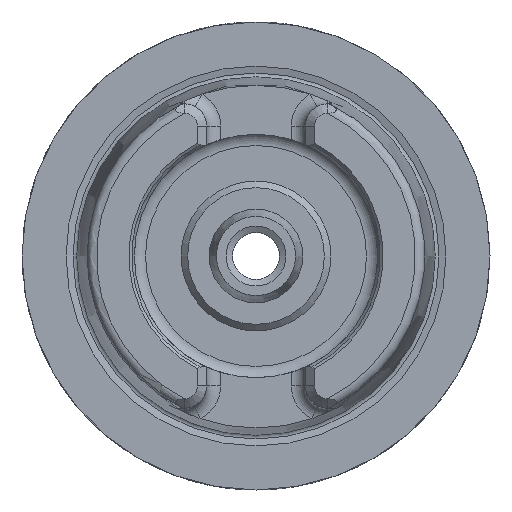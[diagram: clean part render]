
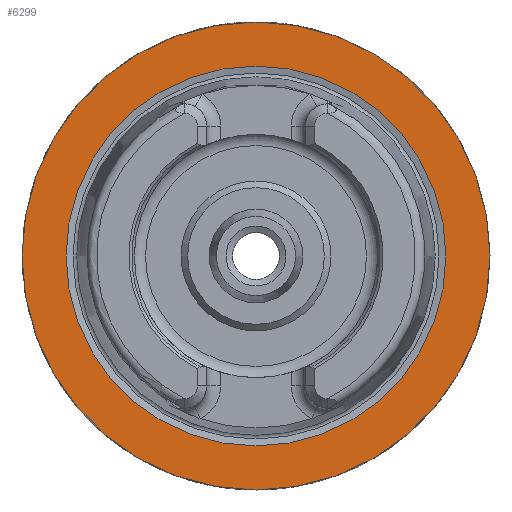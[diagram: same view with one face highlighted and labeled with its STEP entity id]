
A CAD part, left-side view. The second image highlights one B-rep face of the part: STEP entity #6299.
In plain terms, the highlighted planar face has unit normal (-1, 0, 0).
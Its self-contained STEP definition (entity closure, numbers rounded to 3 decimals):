
#5812=CARTESIAN_POINT('',(0.0,25.,0.0));
#5813=VERTEX_POINT('',#5812);
#5814=CARTESIAN_POINT('',(0.0,0.0,0.0));
#5815=DIRECTION('',(1.0,0.0,0.0));
#5816=DIRECTION('',(0.0,1.0,0.0));
#5817=AXIS2_PLACEMENT_3D('',#5814,#5815,#5816);
#5818=CIRCLE('',#5817,25.);
#5819=EDGE_CURVE('',#5813,#5813,#5818,.T.);
#6273=CARTESIAN_POINT('',(0.0,20.296,0.0));
#6274=VERTEX_POINT('',#6273);
#6275=CARTESIAN_POINT('',(0.0,0.0,0.0));
#6276=DIRECTION('',(1.0,0.0,0.0));
#6277=DIRECTION('',(0.0,1.0,0.0));
#6278=AXIS2_PLACEMENT_3D('',#6275,#6276,#6277);
#6279=CIRCLE('',#6278,20.296);
#6280=EDGE_CURVE('',#6274,#6274,#6279,.T.);
#6288=CARTESIAN_POINT('',(0.0,22.648,0.0));
#6289=DIRECTION('',(-1.0,0.0,0.0));
#6290=DIRECTION('',(0.0,0.0,1.0));
#6291=AXIS2_PLACEMENT_3D('',#6288,#6289,#6290);
#6292=PLANE('',#6291);
#6293=ORIENTED_EDGE('',*,*,#5819,.F.);
#6294=EDGE_LOOP('',(#6293));
#6295=FACE_OUTER_BOUND('',#6294,.T.);
#6296=ORIENTED_EDGE('',*,*,#6280,.T.);
#6297=EDGE_LOOP('',(#6296));
#6298=FACE_BOUND('',#6297,.T.);
#6299=ADVANCED_FACE('',(#6295,#6298),#6292,.T.);
